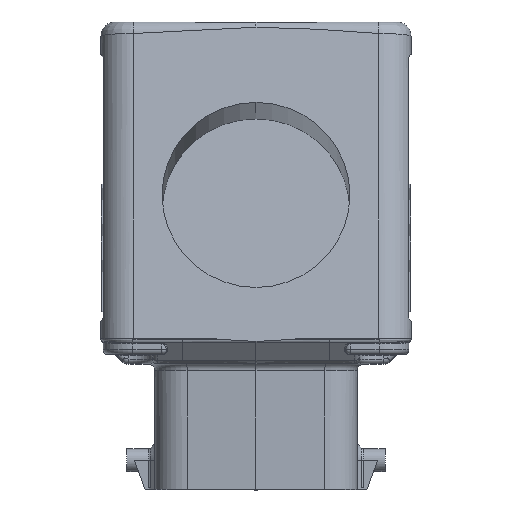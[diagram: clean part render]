
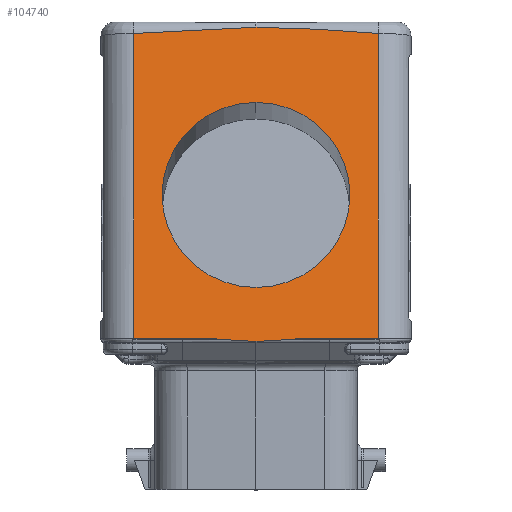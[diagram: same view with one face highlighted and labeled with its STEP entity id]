
A CAD part, top view. The second image highlights one B-rep face of the part: STEP entity #104740.
In plain terms, the highlighted planar face has unit normal (0, 0.174, 0.985).
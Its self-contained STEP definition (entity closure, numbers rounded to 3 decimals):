
#14690=CARTESIAN_POINT('',(46.623,118.147,
5.58));
#14700=VERTEX_POINT('',#14690);
#14750=CARTESIAN_POINT('',(46.623,118.147,
5.58));
#14760=CARTESIAN_POINT('',(44.445,118.086,
5.591));
#14770=CARTESIAN_POINT('',(40.09,117.958,
5.614));
#14780=CARTESIAN_POINT('',(33.559,117.737,
5.653));
#14790=CARTESIAN_POINT('',(28.118,117.513,
5.692));
#14800=CARTESIAN_POINT('',(24.312,117.302,
5.729));
#14810=CARTESIAN_POINT('',(22.411,117.156,
5.755));
#14820=CARTESIAN_POINT('',(21.464,117.056,
5.773));
#14830=CARTESIAN_POINT('',(20.992,116.985,
5.785));
#14840=CARTESIAN_POINT('',(20.76,116.936,
5.794));
#14850=CARTESIAN_POINT('',(20.645,116.9,
5.8));
#14860=CARTESIAN_POINT('',(20.586,116.873,
5.805));
#14870=CARTESIAN_POINT('',(20.556,116.846,
5.81));
#14880=CARTESIAN_POINT('',(20.556,116.83,
5.812));
#14890=B_SPLINE_CURVE_WITH_KNOTS('',3,(#14750,#14760,#14770,#14780,
#14790,#14800,#14810,#14820,#14830,#14840,#14850,#14860,#14870,#14880),
.UNSPECIFIED.,.F.,.F.,(4,1,1,1,1,1,1,1,1,1,1,4),(0.,0.25,
0.5,0.75,0.875,0.938,
0.969,0.984,0.992,0.996,
0.998,1.),.UNSPECIFIED.);
#14900=CARTESIAN_POINT('',(20.556,116.83,
5.812));
#14910=VERTEX_POINT('',#14900);
#14920=EDGE_CURVE('',#14700,#14910,#14890,.T.);
#22180=CARTESIAN_POINT('',(55.31,51.92,
17.258));
#22190=VERTEX_POINT('',#22180);
#22220=CARTESIAN_POINT('',(0.,51.92,
17.258));
#22230=DIRECTION('',(1.,0.,0.));
#22240=VECTOR('',#22230,1.);
#22250=LINE('',#22220,#22240);
#22260=CARTESIAN_POINT('',(72.689,51.92,
17.258));
#22270=VERTEX_POINT('',#22260);
#22280=EDGE_CURVE('',#22190,#22270,#22250,.T.);
#22680=CARTESIAN_POINT('',(46.623,51.255,
17.375));
#22690=VERTEX_POINT('',#22680);
#22720=CARTESIAN_POINT('',(46.623,51.255,
17.375));
#22730=CARTESIAN_POINT('',(48.11,51.309,
17.366));
#22740=CARTESIAN_POINT('',(50.305,51.399,
17.35));
#22750=CARTESIAN_POINT('',(52.712,51.545,
17.324));
#22760=CARTESIAN_POINT('',(53.808,51.638,
17.308));
#22770=CARTESIAN_POINT('',(54.347,51.693,
17.298));
#22780=CARTESIAN_POINT('',(54.765,51.749,
17.288));
#22790=CARTESIAN_POINT('',(55.042,51.799,
17.279));
#22800=CARTESIAN_POINT('',(55.195,51.841,
17.272));
#22810=CARTESIAN_POINT('',(55.266,51.87,
17.267));
#22820=CARTESIAN_POINT('',(55.31,51.9,
17.261));
#22830=CARTESIAN_POINT('',(55.31,51.92,
17.258));
#22840=B_SPLINE_CURVE_WITH_KNOTS('',3,(#22720,#22730,#22740,#22750,
#22760,#22770,#22780,#22790,#22800,#22810,#22820,#22830),.UNSPECIFIED.,
.F.,.F.,(4,1,1,1,1,1,1,1,1,4),(0.,0.511,0.754,
0.827,0.888,0.94,0.972,
0.986,0.993,1.),.UNSPECIFIED.);
#22850=CARTESIAN_POINT('',(54.729,51.746,
17.288));
#22860=VERTEX_POINT('',#22850);
#22870=EDGE_CURVE('',#22690,#22860,#22840,.T.);
#26500=CARTESIAN_POINT('',(72.689,116.83,
5.812));
#26510=VERTEX_POINT('',#26500);
#41060=CARTESIAN_POINT('',(37.936,51.92,
17.258));
#41070=VERTEX_POINT('',#41060);
#41370=CARTESIAN_POINT('',(20.556,51.92,
17.258));
#41380=VERTEX_POINT('',#41370);
#41410=CARTESIAN_POINT('',(0.,51.92,
17.258));
#41420=DIRECTION('',(1.,0.,0.));
#41430=VECTOR('',#41420,1.);
#41440=LINE('',#41410,#41430);
#41450=EDGE_CURVE('',#41380,#41070,#41440,.T.);
#81340=CARTESIAN_POINT('',(38.516,51.746,
17.288));
#81350=VERTEX_POINT('',#81340);
#81380=CARTESIAN_POINT('',(37.936,51.92,
17.258));
#81390=CARTESIAN_POINT('',(37.936,51.9,
17.261));
#81400=CARTESIAN_POINT('',(37.979,51.87,
17.267));
#81410=CARTESIAN_POINT('',(38.051,51.841,
17.272));
#81420=CARTESIAN_POINT('',(38.203,51.799,
17.279));
#81430=CARTESIAN_POINT('',(38.481,51.749,
17.288));
#81440=CARTESIAN_POINT('',(38.899,51.693,
17.298));
#81450=CARTESIAN_POINT('',(39.437,51.638,
17.308));
#81460=CARTESIAN_POINT('',(40.533,51.545,
17.324));
#81470=CARTESIAN_POINT('',(42.94,51.399,
17.35));
#81480=CARTESIAN_POINT('',(45.135,51.309,
17.366));
#81490=CARTESIAN_POINT('',(46.623,51.255,
17.375));
#81500=B_SPLINE_CURVE_WITH_KNOTS('',3,(#81380,#81390,#81400,#81410,
#81420,#81430,#81440,#81450,#81460,#81470,#81480,#81490),.UNSPECIFIED.,
.F.,.F.,(4,1,1,1,1,1,1,1,1,4),(0.,0.007,0.014,
0.028,0.06,0.112,0.173,
0.246,0.489,1.),.UNSPECIFIED.);
#81510=EDGE_CURVE('',#81350,#22690,#81500,.T.);
#104150=CARTESIAN_POINT('',(73.996,39.868,
19.383));
#104160=DIRECTION('',(0.,0.174,0.985));
#104170=DIRECTION('',(0.,0.985,-0.174));
#104180=AXIS2_PLACEMENT_3D('',#104150,#104160,#104170);
#104190=PLANE('',#104180);
#104200=ORIENTED_EDGE('',*,*,#22280,.T.);
#104210=EDGE_CURVE('',#22860,#22190,#22840,.T.);
#104220=ORIENTED_EDGE('',*,*,#104210,.T.);
#104230=ORIENTED_EDGE('',*,*,#22870,.T.);
#104240=ORIENTED_EDGE('',*,*,#81510,.T.);
#104250=EDGE_CURVE('',#41070,#81350,#81500,.T.);
#104260=ORIENTED_EDGE('',*,*,#104250,.T.);
#104270=ORIENTED_EDGE('',*,*,#41450,.T.);
#104280=CARTESIAN_POINT('',(20.556,90.657,
10.427));
#104290=DIRECTION('',(0.,0.985,-0.174));
#104300=VECTOR('',#104290,1.);
#104310=LINE('',#104280,#104300);
#104320=EDGE_CURVE('',#41380,#14910,#104310,.T.);
#104330=ORIENTED_EDGE('',*,*,#104320,.F.);
#104340=ORIENTED_EDGE('',*,*,#14920,.T.);
#104350=CARTESIAN_POINT('',(72.689,116.83,
5.812));
#104360=CARTESIAN_POINT('',(72.689,116.847,
5.809));
#104370=CARTESIAN_POINT('',(72.658,116.873,
5.805));
#104380=CARTESIAN_POINT('',(72.599,116.9,
5.8));
#104390=CARTESIAN_POINT('',(72.483,116.937,
5.794));
#104400=CARTESIAN_POINT('',(72.251,116.985,
5.785));
#104410=CARTESIAN_POINT('',(71.779,117.056,
5.773));
#104420=CARTESIAN_POINT('',(70.832,117.156,
5.755));
#104430=CARTESIAN_POINT('',(68.93,117.302,
5.729));
#104440=CARTESIAN_POINT('',(65.124,117.513,
5.692));
#104450=CARTESIAN_POINT('',(57.507,117.826,
5.637));
#104460=CARTESIAN_POINT('',(50.976,118.025,
5.602));
#104470=CARTESIAN_POINT('',(46.623,118.147,
5.58));
#104480=B_SPLINE_CURVE_WITH_KNOTS('',3,(#104350,#104360,#104370,#104380,
#104390,#104400,#104410,#104420,#104430,#104440,#104450,#104460,#104470)
,.UNSPECIFIED.,.F.,.F.,(4,1,1,1,1,1,1,1,1,1,4),(0.,0.002,
0.004,0.008,0.016,0.031,
0.063,0.125,0.25,0.5,
1.),.UNSPECIFIED.);
#104490=EDGE_CURVE('',#26510,#14700,#104480,.T.);
#104500=ORIENTED_EDGE('',*,*,#104490,.T.);
#104510=CARTESIAN_POINT('',(72.689,90.657,
10.427));
#104520=DIRECTION('',(0.,0.985,-0.174));
#104530=VECTOR('',#104520,1.);
#104540=LINE('',#104510,#104530);
#104550=EDGE_CURVE('',#22270,#26510,#104540,.T.);
#104560=ORIENTED_EDGE('',*,*,#104550,.T.);
#104570=EDGE_LOOP('',(#104560,#104500,#104340,#104330,#104270,#104260,
#104240,#104230,#104220,#104200));
#104580=FACE_OUTER_BOUND('',#104570,.T.);
#104590=CARTESIAN_POINT('',(46.623,82.449,
11.875));
#104600=DIRECTION('',(0.,0.174,
0.985));
#104610=DIRECTION('',(0.,0.985,
-0.174));
#104620=AXIS2_PLACEMENT_3D('',#104590,#104600,#104610);
#104630=CIRCLE('',#104620,20.);
#104640=CARTESIAN_POINT('',(46.623,102.145,
8.402));
#104650=VERTEX_POINT('',#104640);
#104660=CARTESIAN_POINT('',(46.623,62.753,
15.348));
#104670=VERTEX_POINT('',#104660);
#104680=EDGE_CURVE('',#104650,#104670,#104630,.T.);
#104690=ORIENTED_EDGE('',*,*,#104680,.F.);
#104700=EDGE_CURVE('',#104670,#104650,#104630,.T.);
#104710=ORIENTED_EDGE('',*,*,#104700,.F.);
#104720=EDGE_LOOP('',(#104710,#104690));
#104730=FACE_BOUND('',#104720,.T.);
#104740=ADVANCED_FACE('',(#104580,#104730),#104190,.T.);
